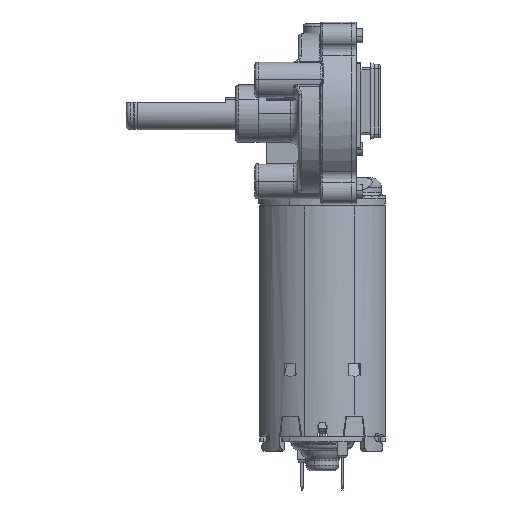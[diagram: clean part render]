
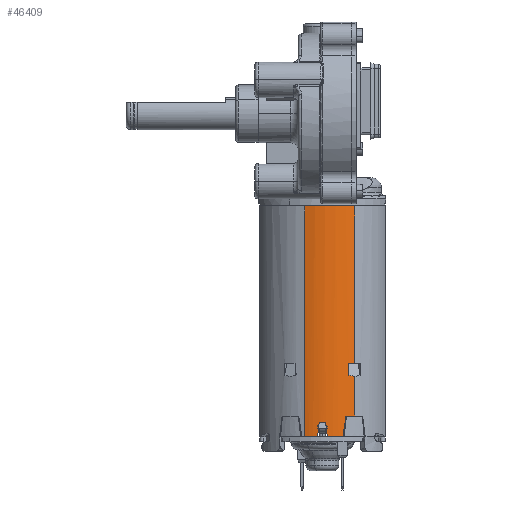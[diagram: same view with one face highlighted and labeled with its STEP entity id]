
A CAD part, front view. The second image highlights one B-rep face of the part: STEP entity #46409.
In plain terms, the highlighted cylindrical face has radius 21 mm (diameter 42 mm), a partial arc.
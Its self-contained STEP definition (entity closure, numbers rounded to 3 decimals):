
#44944=AXIS2_PLACEMENT_3D('Circle Axis2P3D',#44942,#44943,$) ;
#45133=AXIS2_PLACEMENT_3D('Circle Axis2P3D',#45131,#45132,$) ;
#45192=AXIS2_PLACEMENT_3D('Circle Axis2P3D',#45190,#45191,$) ;
#45658=AXIS2_PLACEMENT_3D('Circle Axis2P3D',#45656,#45657,$) ;
#46317=AXIS2_PLACEMENT_3D('Cylinder Axis2P3D',#46314,#46315,#46316) ;
#46352=AXIS2_PLACEMENT_3D('Circle Axis2P3D',#46350,#46351,$) ;
#46373=AXIS2_PLACEMENT_3D('Circle Axis2P3D',#46371,#46372,$) ;
#46380=AXIS2_PLACEMENT_3D('Circle Axis2P3D',#46378,#46379,$) ;
#44925=CARTESIAN_POINT('Vertex',(1.524,4.055,-100.5)) ;
#44939=CARTESIAN_POINT('Vertex',(6.758,5.117,-100.5)) ;
#44942=CARTESIAN_POINT('Axis2P3D Location',(0.,25.,-100.5)) ;
#45128=CARTESIAN_POINT('Vertex',(-1.481,4.052,-100.5)) ;
#45131=CARTESIAN_POINT('Axis2P3D Location',(0.,25.,-100.5)) ;
#45135=CARTESIAN_POINT('Vertex',(-5.499,4.733,-100.5)) ;
#45160=CARTESIAN_POINT('Vertex',(-1.,4.024,-96.)) ;
#45164=CARTESIAN_POINT('Control Point',(-1.481,4.052,-100.5)) ;
#45165=CARTESIAN_POINT('Control Point',(-1.385,4.045,-99.6)) ;
#45166=CARTESIAN_POINT('Control Point',(-1.289,4.039,-98.7)) ;
#45167=CARTESIAN_POINT('Control Point',(-1.192,4.034,-97.8)) ;
#45168=CARTESIAN_POINT('Control Point',(-1.096,4.028,-96.9)) ;
#45169=CARTESIAN_POINT('Control Point',(-1.,4.024,-96.)) ;
#45187=CARTESIAN_POINT('Vertex',(1.,4.024,-96.)) ;
#45190=CARTESIAN_POINT('Axis2P3D Location',(0.,25.,-96.)) ;
#45208=CARTESIAN_POINT('Control Point',(1.524,4.055,-100.5)) ;
#45209=CARTESIAN_POINT('Control Point',(1.419,4.048,-99.6)) ;
#45210=CARTESIAN_POINT('Control Point',(1.315,4.041,-98.7)) ;
#45211=CARTESIAN_POINT('Control Point',(1.21,4.034,-97.8)) ;
#45212=CARTESIAN_POINT('Control Point',(1.105,4.029,-96.9)) ;
#45213=CARTESIAN_POINT('Control Point',(1.,4.024,-96.)) ;
#45227=CARTESIAN_POINT('Line Origine',(-5.499,4.733,-67.)) ;
#45231=CARTESIAN_POINT('Vertex',(-5.499,4.733,-28.7)) ;
#45656=CARTESIAN_POINT('Axis2P3D Location',(0.,25.,-28.7)) ;
#45660=CARTESIAN_POINT('Vertex',(10.124,6.602,-28.7)) ;
#46314=CARTESIAN_POINT('Axis2P3D Location',(0.,25.,-64.5)) ;
#46320=CARTESIAN_POINT('Control Point',(7.281,5.302,-95.738)) ;
#46321=CARTESIAN_POINT('Control Point',(7.107,5.238,-97.325)) ;
#46322=CARTESIAN_POINT('Control Point',(6.933,5.177,-98.913)) ;
#46323=CARTESIAN_POINT('Control Point',(6.758,5.117,-100.5)) ;
#46324=CARTESIAN_POINT('Vertex',(7.281,5.302,-95.738)) ;
#46328=CARTESIAN_POINT('Control Point',(7.281,5.302,-95.738)) ;
#46329=CARTESIAN_POINT('Control Point',(7.344,5.326,-95.159)) ;
#46330=CARTESIAN_POINT('Control Point',(7.407,5.35,-94.579)) ;
#46331=CARTESIAN_POINT('Control Point',(7.47,5.374,-94.)) ;
#46332=CARTESIAN_POINT('Vertex',(7.47,5.374,-94.)) ;
#46336=CARTESIAN_POINT('Control Point',(10.124,6.602,-94.)) ;
#46337=CARTESIAN_POINT('Control Point',(9.269,6.131,-94.)) ;
#46338=CARTESIAN_POINT('Control Point',(8.382,5.721,-94.)) ;
#46339=CARTESIAN_POINT('Control Point',(7.47,5.374,-94.)) ;
#46340=CARTESIAN_POINT('Vertex',(10.124,6.602,-94.)) ;
#46343=CARTESIAN_POINT('Line Origine',(10.124,6.602,-66.75)) ;
#46347=CARTESIAN_POINT('Vertex',(10.124,6.601,-81.6)) ;
#46350=CARTESIAN_POINT('Axis2P3D Location',(0.,25.,-81.6)) ;
#46354=CARTESIAN_POINT('Vertex',(10.02,6.545,-81.6)) ;
#46358=CARTESIAN_POINT('Control Point',(10.02,6.545,-81.6)) ;
#46359=CARTESIAN_POINT('Control Point',(9.427,6.223,-81.6)) ;
#46360=CARTESIAN_POINT('Control Point',(8.819,5.93,-81.512)) ;
#46361=CARTESIAN_POINT('Control Point',(8.217,5.674,-81.345)) ;
#46362=CARTESIAN_POINT('Vertex',(8.217,5.674,-81.345)) ;
#46366=CARTESIAN_POINT('Control Point',(8.217,5.674,-77.6)) ;
#46367=CARTESIAN_POINT('Control Point',(8.217,5.674,-81.345)) ;
#46368=CARTESIAN_POINT('Vertex',(8.217,5.674,-77.6)) ;
#46371=CARTESIAN_POINT('Axis2P3D Location',(0.,25.,-77.6)) ;
#46375=CARTESIAN_POINT('Vertex',(10.02,6.545,-77.6)) ;
#46378=CARTESIAN_POINT('Axis2P3D Location',(0.,25.,-77.6)) ;
#46382=CARTESIAN_POINT('Vertex',(10.124,6.602,-77.6)) ;
#46385=CARTESIAN_POINT('Line Origine',(10.124,6.602,-66.75)) ;
#44943=DIRECTION('Axis2P3D Direction',(0.,0.,1.)) ;
#45132=DIRECTION('Axis2P3D Direction',(0.,0.,1.)) ;
#45191=DIRECTION('Axis2P3D Direction',(0.,0.,-1.)) ;
#45228=DIRECTION('Vector Direction',(0.,0.,1.)) ;
#45657=DIRECTION('Axis2P3D Direction',(0.,0.,1.)) ;
#46315=DIRECTION('Axis2P3D Direction',(0.,0.,1.)) ;
#46316=DIRECTION('Axis2P3D XDirection',(-0.628,0.778,0.)) ;
#46344=DIRECTION('Vector Direction',(0.,0.,1.)) ;
#46351=DIRECTION('Axis2P3D Direction',(0.,0.,1.)) ;
#46372=DIRECTION('Axis2P3D Direction',(0.,0.,1.)) ;
#46379=DIRECTION('Axis2P3D Direction',(0.,0.,1.)) ;
#46386=DIRECTION('Vector Direction',(0.,0.,1.)) ;
#45229=VECTOR('Line Direction',#45228,1.) ;
#46345=VECTOR('Line Direction',#46344,1.) ;
#46387=VECTOR('Line Direction',#46386,1.) ;
#46391=ORIENTED_EDGE('',*,*,#44946,.T.) ;
#46392=ORIENTED_EDGE('',*,*,#46326,.F.) ;
#46393=ORIENTED_EDGE('',*,*,#46334,.T.) ;
#46394=ORIENTED_EDGE('',*,*,#46342,.F.) ;
#46395=ORIENTED_EDGE('',*,*,#46349,.T.) ;
#46396=ORIENTED_EDGE('',*,*,#46356,.F.) ;
#46397=ORIENTED_EDGE('',*,*,#46364,.T.) ;
#46398=ORIENTED_EDGE('',*,*,#46370,.F.) ;
#46399=ORIENTED_EDGE('',*,*,#46377,.F.) ;
#46400=ORIENTED_EDGE('',*,*,#46384,.T.) ;
#46401=ORIENTED_EDGE('',*,*,#46389,.T.) ;
#46402=ORIENTED_EDGE('',*,*,#45662,.F.) ;
#46403=ORIENTED_EDGE('',*,*,#45233,.F.) ;
#46404=ORIENTED_EDGE('',*,*,#45137,.T.) ;
#46405=ORIENTED_EDGE('',*,*,#45170,.T.) ;
#46406=ORIENTED_EDGE('',*,*,#45194,.F.) ;
#46407=ORIENTED_EDGE('',*,*,#45214,.F.) ;
#46409=ADVANCED_FACE('10000000497_01_GEHAEUSE M.1\\PartBody',(#46408),#46318,.T.) ;
#45163=B_SPLINE_CURVE_WITH_KNOTS('',5,(#45164,#45165,#45166,#45167,#45168,#45169),.UNSPECIFIED.,.F.,.U.,(6,6),(0.,6.4),.UNSPECIFIED.) ;
#45207=B_SPLINE_CURVE_WITH_KNOTS('',5,(#45208,#45209,#45210,#45211,#45212,#45213),.UNSPECIFIED.,.F.,.U.,(6,6),(0.,6.407),.UNSPECIFIED.) ;
#46319=B_SPLINE_CURVE_WITH_KNOTS('',3,(#46320,#46321,#46322,#46323),.UNSPECIFIED.,.F.,.U.,(4,4),(0.,6.772),.UNSPECIFIED.) ;
#46327=B_SPLINE_CURVE_WITH_KNOTS('',3,(#46328,#46329,#46330,#46331),.UNSPECIFIED.,.F.,.U.,(4,4),(0.,2.472),.UNSPECIFIED.) ;
#46335=B_SPLINE_CURVE_WITH_KNOTS('',3,(#46336,#46337,#46338,#46339),.UNSPECIFIED.,.F.,.U.,(4,4),(0.,4.731),.UNSPECIFIED.) ;
#46357=B_SPLINE_CURVE_WITH_KNOTS('',3,(#46358,#46359,#46360,#46361),.UNSPECIFIED.,.F.,.U.,(4,4),(0.167,3.03),.UNSPECIFIED.) ;
#46365=B_SPLINE_CURVE_WITH_KNOTS('',1,(#46366,#46367),.UNSPECIFIED.,.F.,.U.,(2,2),(0.,5.297),.UNSPECIFIED.) ;
#44945=CIRCLE('generated circle',#44944,21.) ;
#45134=CIRCLE('generated circle',#45133,21.) ;
#45193=CIRCLE('generated circle',#45192,21.) ;
#45659=CIRCLE('generated circle',#45658,21.) ;
#46353=CIRCLE('generated circle',#46352,21.) ;
#46374=CIRCLE('generated circle',#46373,21.) ;
#46381=CIRCLE('generated circle',#46380,21.) ;
#46318=CYLINDRICAL_SURFACE('generated cylinder',#46317,21.) ;
#44946=EDGE_CURVE('',#44926,#44940,#44945,.T.) ;
#45137=EDGE_CURVE('',#45136,#45129,#45134,.T.) ;
#45170=EDGE_CURVE('',#45129,#45161,#45163,.T.) ;
#45194=EDGE_CURVE('',#45188,#45161,#45193,.T.) ;
#45214=EDGE_CURVE('',#44926,#45188,#45207,.T.) ;
#45233=EDGE_CURVE('',#45136,#45232,#45230,.T.) ;
#45662=EDGE_CURVE('',#45232,#45661,#45659,.T.) ;
#46326=EDGE_CURVE('',#46325,#44940,#46319,.T.) ;
#46334=EDGE_CURVE('',#46325,#46333,#46327,.T.) ;
#46342=EDGE_CURVE('',#46341,#46333,#46335,.T.) ;
#46349=EDGE_CURVE('',#46341,#46348,#46346,.T.) ;
#46356=EDGE_CURVE('',#46355,#46348,#46353,.T.) ;
#46364=EDGE_CURVE('',#46355,#46363,#46357,.T.) ;
#46370=EDGE_CURVE('',#46369,#46363,#46365,.T.) ;
#46377=EDGE_CURVE('',#46376,#46369,#46374,.F.) ;
#46384=EDGE_CURVE('',#46376,#46383,#46381,.T.) ;
#46389=EDGE_CURVE('',#46383,#45661,#46388,.T.) ;
#46390=EDGE_LOOP('',(#46391,#46392,#46393,#46394,#46395,#46396,#46397,#46398,#46399,#46400,#46401,#46402,#46403,#46404,#46405,#46406,#46407)) ;
#46408=FACE_OUTER_BOUND('',#46390,.T.) ;
#45230=LINE('Line',#45227,#45229) ;
#46346=LINE('Line',#46343,#46345) ;
#46388=LINE('Line',#46385,#46387) ;
#44926=VERTEX_POINT('',#44925) ;
#44940=VERTEX_POINT('',#44939) ;
#45129=VERTEX_POINT('',#45128) ;
#45136=VERTEX_POINT('',#45135) ;
#45161=VERTEX_POINT('',#45160) ;
#45188=VERTEX_POINT('',#45187) ;
#45232=VERTEX_POINT('',#45231) ;
#45661=VERTEX_POINT('',#45660) ;
#46325=VERTEX_POINT('',#46324) ;
#46333=VERTEX_POINT('',#46332) ;
#46341=VERTEX_POINT('',#46340) ;
#46348=VERTEX_POINT('',#46347) ;
#46355=VERTEX_POINT('',#46354) ;
#46363=VERTEX_POINT('',#46362) ;
#46369=VERTEX_POINT('',#46368) ;
#46376=VERTEX_POINT('',#46375) ;
#46383=VERTEX_POINT('',#46382) ;
